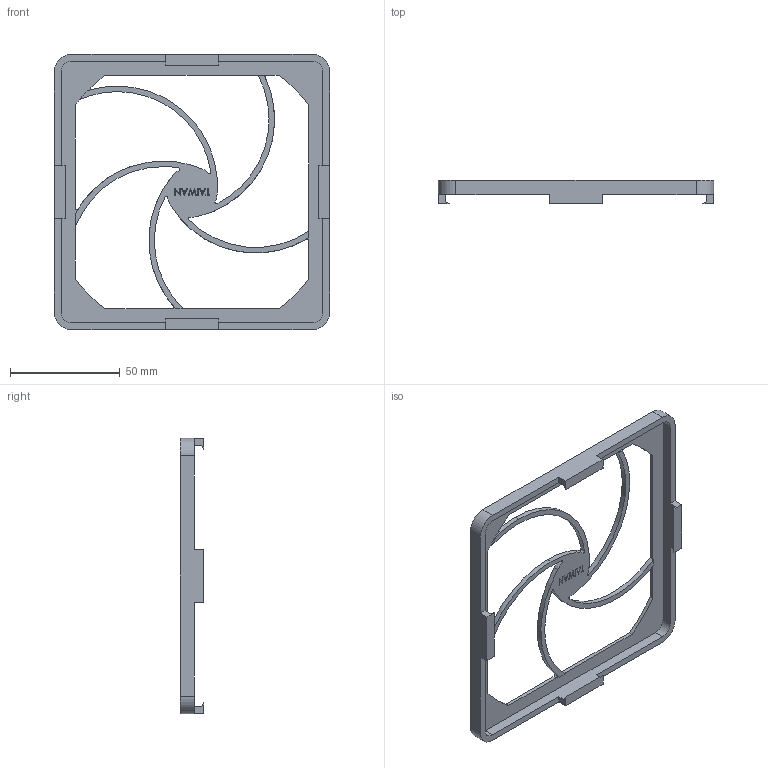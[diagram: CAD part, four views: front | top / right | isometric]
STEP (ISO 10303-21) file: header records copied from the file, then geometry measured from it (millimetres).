
FILE_DESCRIPTION (( 'STEP AP203' ), '1' );
FILE_NAME ('09450-R.STEP', '2020-02-20T01:43:20', ( '' ), ( '' ), 'SwSTEP 2.0', 'SolidWorks 2016', '' );
FILE_SCHEMA (( 'CONFIG_CONTROL_DESIGN' ));
Length unit declared in the file: millimetre
Products named in the file (1): 09450-R
Bounding box: 125.2 x 10.6 x 125.2 mm (x, y, z)
Volume: 19093.3 mm3; surface area: 20801.7 mm2
Topology: 1 solids, 1 shells, 154 faces, 439 edges, 291 vertices
Faces by surface type: plane 108, cylinder 46
Entity records: 5097 total; most frequent: CARTESIAN_POINT 885, ORIENTED_EDGE 878, DIRECTION 846, EDGE_CURVE 439, VECTOR 342, LINE 342, VERTEX_POINT 291, AXIS2_PLACEMENT_3D 252
